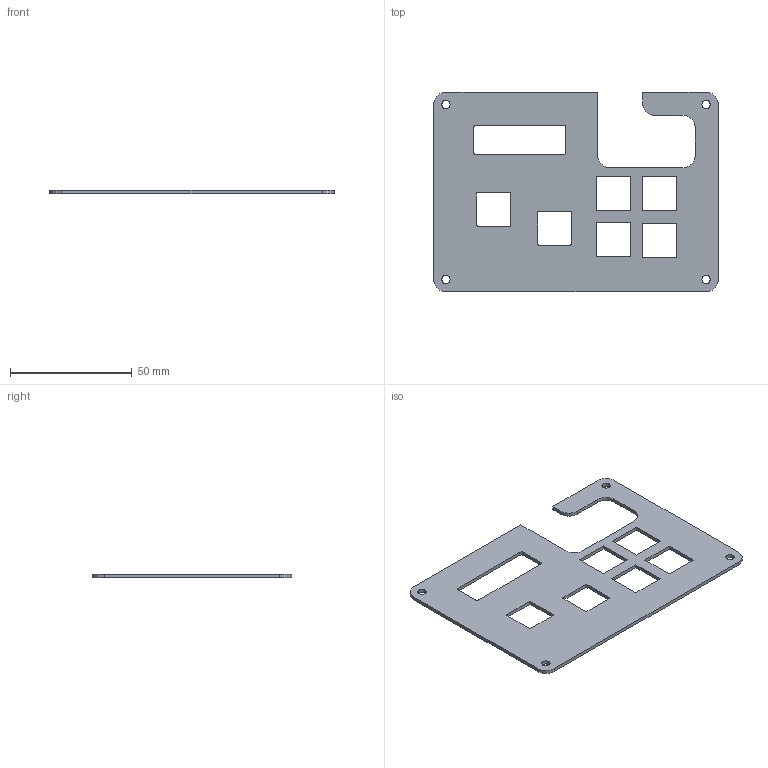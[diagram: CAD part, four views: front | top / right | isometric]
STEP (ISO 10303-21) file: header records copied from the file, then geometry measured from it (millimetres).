
FILE_DESCRIPTION(/* description */ (''),/* implementation_level */ '2;1');
FILE_NAME(/* name */ 'case_top.step',/* time_stamp */ '2026-01-05T19:17:26-08:00',/* author */ (''),/* organization */ (''),/* preprocessor_version */ 'ST-DEVELOPER v20.1',/* originating_system */ 'Autodesk Translation Framework v14.21.0.0',/* authorisation */ '');
FILE_SCHEMA (('AUTOMOTIVE_DESIGN { 1 0 10303 214 3 1 1 }'));
Length unit declared in the file: millimetre
Products named in the file (1): 2026-01-05-10-33-40-119
Bounding box: 117 x 82 x 1.5 mm (x, y, z)
Volume: 10319 mm3; surface area: 15201.1 mm2
Topology: 1 solids, 1 shells, 64 faces, 186 edges, 124 vertices
Faces by surface type: plane 40, cylinder 24
Full cylindrical faces by diameter (mm): 3.4 x4
Entity records: 2184 total; most frequent: CARTESIAN_POINT 375, ORIENTED_EDGE 372, DIRECTION 364, EDGE_CURVE 186, LINE 138, VECTOR 138, VERTEX_POINT 124, AXIS2_PLACEMENT_3D 113
